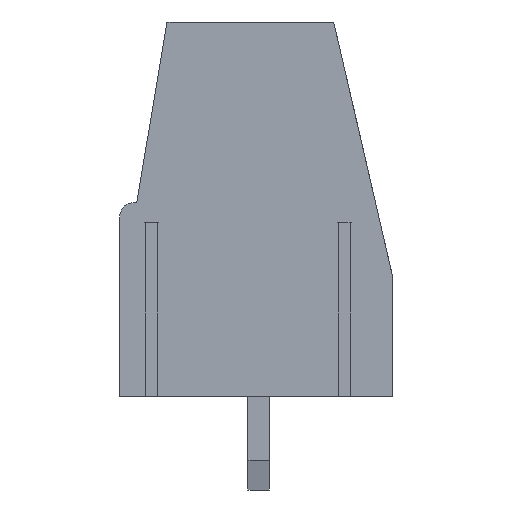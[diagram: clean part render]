
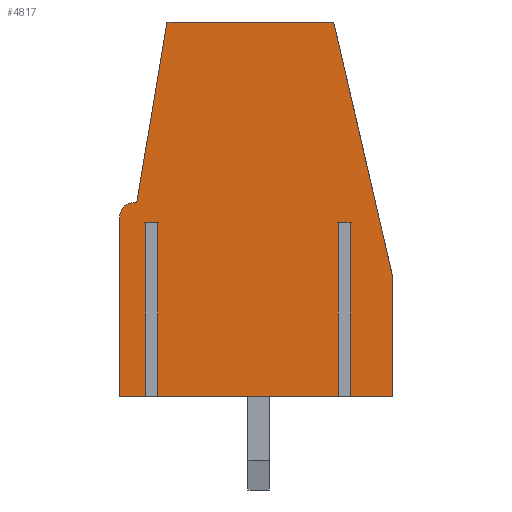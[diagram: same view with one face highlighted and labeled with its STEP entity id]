
A CAD part, left-side view. The second image highlights one B-rep face of the part: STEP entity #4817.
In plain terms, the highlighted planar face has unit normal (-1, 0, 0).
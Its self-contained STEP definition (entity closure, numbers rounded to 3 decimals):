
#274 = VECTOR ( 'NONE', #41010, 1000. ) ;
#1064 = ORIENTED_EDGE ( 'NONE', *, *, #29956, .F. ) ;
#1197 = EDGE_CURVE ( 'NONE', #20701, #30487, #41293, .T. ) ;
#1285 = CARTESIAN_POINT ( 'NONE',  ( -12.7, -2.98, 7.666 ) ) ;
#1422 = DIRECTION ( 'NONE',  ( 0., -0.225, -0.974 ) ) ;
#2238 = ORIENTED_EDGE ( 'NONE', *, *, #48787, .T. ) ;
#2325 = CARTESIAN_POINT ( 'NONE',  ( -12.7, 5.2, 6.7 ) ) ;
#3525 = DIRECTION ( 'NONE',  ( 0., 1., 0. ) ) ;
#3668 = CARTESIAN_POINT ( 'NONE',  ( -12.7, -2.98, 6.5 ) ) ;
#3912 = CARTESIAN_POINT ( 'NONE',  ( -12.7, -2.98, 6.5 ) ) ;
#4020 = EDGE_CURVE ( 'NONE', #22042, #16988, #25150, .T. ) ;
#4293 = ORIENTED_EDGE ( 'NONE', *, *, #45981, .T. ) ;
#4310 = ORIENTED_EDGE ( 'NONE', *, *, #28131, .T. ) ;
#4632 = EDGE_CURVE ( 'NONE', #26722, #30920, #21275, .T. ) ;
#4705 = FACE_OUTER_BOUND ( 'NONE', #16004, .T. ) ;
#4817 = ADVANCED_FACE ( 'NONE', ( #4705 ), #8145, .T. ) ;
#5167 = CARTESIAN_POINT ( 'NONE',  ( -12.7, -2.807, 14. ) ) ;
#5339 = VECTOR ( 'NONE', #1422, 1000. ) ;
#5458 = VECTOR ( 'NONE', #28566, 1000. ) ;
#5570 = VECTOR ( 'NONE', #31306, 1000. ) ;
#5947 = LINE ( 'NONE', #29115, #6934 ) ;
#6679 = CARTESIAN_POINT ( 'NONE',  ( -12.7, -2.807, 14. ) ) ;
#6934 = VECTOR ( 'NONE', #44234, 1000. ) ;
#7212 = VECTOR ( 'NONE', #17512, 1000. ) ;
#7214 = CARTESIAN_POINT ( 'NONE',  ( -12.7, 5.2, 0. ) ) ;
#7487 = CARTESIAN_POINT ( 'NONE',  ( -12.7, 4.22, 0. ) ) ;
#8145 = PLANE ( 'NONE',  #10407 ) ;
#8392 = LINE ( 'NONE', #42939, #5570 ) ;
#8529 = CARTESIAN_POINT ( 'NONE',  ( -12.7, 4.65, 6.7 ) ) ;
#9537 = VECTOR ( 'NONE', #33730, 1000. ) ;
#9903 = CARTESIAN_POINT ( 'NONE',  ( -12.7, 5.2, 0. ) ) ;
#10002 = CARTESIAN_POINT ( 'NONE',  ( -12.7, 5.2, 0. ) ) ;
#10361 = CIRCLE ( 'NONE', #35795, 0.55 ) ;
#10407 = AXIS2_PLACEMENT_3D ( 'NONE', #22878, #27076, #46178 ) ;
#10414 = CARTESIAN_POINT ( 'NONE',  ( -12.7, 5.2, 6.7 ) ) ;
#10438 = VERTEX_POINT ( 'NONE', #5167 ) ;
#10600 = DIRECTION ( 'NONE',  ( 0., 0., 1. ) ) ;
#10986 = ORIENTED_EDGE ( 'NONE', *, *, #1197, .F. ) ;
#11197 = EDGE_CURVE ( 'NONE', #17573, #10438, #36798, .T. ) ;
#11882 = EDGE_CURVE ( 'NONE', #19414, #23210, #5947, .T. ) ;
#13076 = CARTESIAN_POINT ( 'NONE',  ( -12.7, -3.42, 6.5 ) ) ;
#13089 = ORIENTED_EDGE ( 'NONE', *, *, #47857, .F. ) ;
#13623 = CIRCLE ( 'NONE', #25605, 0.55 ) ;
#15713 = ORIENTED_EDGE ( 'NONE', *, *, #11882, .F. ) ;
#15722 = VERTEX_POINT ( 'NONE', #34020 ) ;
#16004 = EDGE_LOOP ( 'NONE', ( #15713, #46665, #45135, #32230, #29431, #13089, #48291, #27745, #37181, #31809, #2238, #10986, #33410, #4310, #4293, #1064 ) ) ;
#16722 = VERTEX_POINT ( 'NONE', #34460 ) ;
#16988 = VERTEX_POINT ( 'NONE', #2325 ) ;
#17512 = DIRECTION ( 'NONE',  ( 0., 0., -1. ) ) ;
#17573 = VERTEX_POINT ( 'NONE', #31570 ) ;
#17950 = DIRECTION ( 'NONE',  ( 0., -0.165, 0.986 ) ) ;
#18197 = LINE ( 'NONE', #25234, #42390 ) ;
#18251 = CARTESIAN_POINT ( 'NONE',  ( -12.7, 4.22, 6.5 ) ) ;
#18543 = CARTESIAN_POINT ( 'NONE',  ( -12.7, 4.22, 6.5 ) ) ;
#18903 = VERTEX_POINT ( 'NONE', #13076 ) ;
#19050 = EDGE_CURVE ( 'NONE', #26722, #40163, #37453, .T. ) ;
#19414 = VERTEX_POINT ( 'NONE', #23151 ) ;
#20701 = VERTEX_POINT ( 'NONE', #34938 ) ;
#20879 = DIRECTION ( 'NONE',  ( 0., -1., 0. ) ) ;
#20896 = LINE ( 'NONE', #1285, #35196 ) ;
#21275 = LINE ( 'NONE', #36436, #7212 ) ;
#21299 = CARTESIAN_POINT ( 'NONE',  ( -12.7, 4.559, 7.242 ) ) ;
#21551 = VERTEX_POINT ( 'NONE', #3668 ) ;
#21981 = CARTESIAN_POINT ( 'NONE',  ( -12.7, -5., 0. ) ) ;
#22042 = VERTEX_POINT ( 'NONE', #10002 ) ;
#22278 = VECTOR ( 'NONE', #46180, 1000. ) ;
#22829 = LINE ( 'NONE', #3912, #37119 ) ;
#22878 = CARTESIAN_POINT ( 'NONE',  ( -12.7, 4.65, 6.7 ) ) ;
#23151 = CARTESIAN_POINT ( 'NONE',  ( -12.7, -5., 4.502 ) ) ;
#23210 = VERTEX_POINT ( 'NONE', #21981 ) ;
#23610 = CARTESIAN_POINT ( 'NONE',  ( -12.7, 5.2, 0. ) ) ;
#24759 = EDGE_CURVE ( 'NONE', #10438, #19414, #44324, .T. ) ;
#25130 = VECTOR ( 'NONE', #20879, 1000. ) ;
#25150 = LINE ( 'NONE', #10414, #274 ) ;
#25234 = CARTESIAN_POINT ( 'NONE',  ( -12.7, 3.428, 14. ) ) ;
#25605 = AXIS2_PLACEMENT_3D ( 'NONE', #29530, #26313, #10600 ) ;
#25740 = CARTESIAN_POINT ( 'NONE',  ( -12.7, -3.8, 9.7 ) ) ;
#26313 = DIRECTION ( 'NONE',  ( 1., 0., 0. ) ) ;
#26722 = VERTEX_POINT ( 'NONE', #18251 ) ;
#27076 = DIRECTION ( 'NONE',  ( -1., 0., 0. ) ) ;
#27745 = ORIENTED_EDGE ( 'NONE', *, *, #45929, .F. ) ;
#28131 = EDGE_CURVE ( 'NONE', #21551, #18903, #22829, .T. ) ;
#28566 = DIRECTION ( 'NONE',  ( 0., 1., 0. ) ) ;
#29115 = CARTESIAN_POINT ( 'NONE',  ( -12.7, -5., 0. ) ) ;
#29431 = ORIENTED_EDGE ( 'NONE', *, *, #46457, .F. ) ;
#29530 = CARTESIAN_POINT ( 'NONE',  ( -12.7, 4.65, 6.7 ) ) ;
#29956 = EDGE_CURVE ( 'NONE', #23210, #15722, #36028, .T. ) ;
#30487 = VERTEX_POINT ( 'NONE', #35673 ) ;
#30920 = VERTEX_POINT ( 'NONE', #7487 ) ;
#31306 = DIRECTION ( 'NONE',  ( 0., 0., -1. ) ) ;
#31570 = CARTESIAN_POINT ( 'NONE',  ( -12.7, 3.428, 14. ) ) ;
#31668 = DIRECTION ( 'NONE',  ( 1., 0., 0. ) ) ;
#31809 = ORIENTED_EDGE ( 'NONE', *, *, #19050, .T. ) ;
#32230 = ORIENTED_EDGE ( 'NONE', *, *, #34294, .F. ) ;
#32666 = DIRECTION ( 'NONE',  ( 0., 0., -1. ) ) ;
#32800 = CARTESIAN_POINT ( 'NONE',  ( -12.7, 3.78, 6.5 ) ) ;
#33410 = ORIENTED_EDGE ( 'NONE', *, *, #48531, .F. ) ;
#33730 = DIRECTION ( 'NONE',  ( 0., -1., 0. ) ) ;
#34020 = CARTESIAN_POINT ( 'NONE',  ( -12.7, -3.42, 0. ) ) ;
#34228 = DIRECTION ( 'NONE',  ( 0., -1., 0. ) ) ;
#34294 = EDGE_CURVE ( 'NONE', #44303, #17573, #18197, .T. ) ;
#34460 = CARTESIAN_POINT ( 'NONE',  ( -12.7, 4.65, 7.25 ) ) ;
#34769 = LINE ( 'NONE', #23610, #22278 ) ;
#34938 = CARTESIAN_POINT ( 'NONE',  ( -12.7, -2.98, 0. ) ) ;
#35196 = VECTOR ( 'NONE', #39772, 1000. ) ;
#35673 = CARTESIAN_POINT ( 'NONE',  ( -12.7, 3.78, 0. ) ) ;
#35795 = AXIS2_PLACEMENT_3D ( 'NONE', #8529, #31668, #38616 ) ;
#36028 = LINE ( 'NONE', #9903, #5458 ) ;
#36436 = CARTESIAN_POINT ( 'NONE',  ( -12.7, 4.22, 7.666 ) ) ;
#36656 = CARTESIAN_POINT ( 'NONE',  ( -12.7, 3.78, 7.666 ) ) ;
#36798 = LINE ( 'NONE', #6679, #25130 ) ;
#37119 = VECTOR ( 'NONE', #34228, 1000. ) ;
#37181 = ORIENTED_EDGE ( 'NONE', *, *, #4632, .F. ) ;
#37453 = LINE ( 'NONE', #18543, #9537 ) ;
#38616 = DIRECTION ( 'NONE',  ( 0., 0., 1. ) ) ;
#39772 = DIRECTION ( 'NONE',  ( 0., 0., -1. ) ) ;
#39880 = LINE ( 'NONE', #36656, #44759 ) ;
#40163 = VERTEX_POINT ( 'NONE', #32800 ) ;
#41010 = DIRECTION ( 'NONE',  ( 0., 0., 1. ) ) ;
#41293 = LINE ( 'NONE', #7214, #43228 ) ;
#42390 = VECTOR ( 'NONE', #17950, 1000. ) ;
#42939 = CARTESIAN_POINT ( 'NONE',  ( -12.7, -3.42, 7.666 ) ) ;
#43228 = VECTOR ( 'NONE', #3525, 1000. ) ;
#44234 = DIRECTION ( 'NONE',  ( 0., 0., -1. ) ) ;
#44303 = VERTEX_POINT ( 'NONE', #21299 ) ;
#44324 = LINE ( 'NONE', #25740, #5339 ) ;
#44759 = VECTOR ( 'NONE', #32666, 1000. ) ;
#45135 = ORIENTED_EDGE ( 'NONE', *, *, #11197, .F. ) ;
#45929 = EDGE_CURVE ( 'NONE', #30920, #22042, #34769, .T. ) ;
#45981 = EDGE_CURVE ( 'NONE', #18903, #15722, #8392, .T. ) ;
#46178 = DIRECTION ( 'NONE',  ( 0., 0., 1. ) ) ;
#46180 = DIRECTION ( 'NONE',  ( 0., 1., 0. ) ) ;
#46457 = EDGE_CURVE ( 'NONE', #16722, #44303, #10361, .T. ) ;
#46665 = ORIENTED_EDGE ( 'NONE', *, *, #24759, .F. ) ;
#47857 = EDGE_CURVE ( 'NONE', #16988, #16722, #13623, .T. ) ;
#48291 = ORIENTED_EDGE ( 'NONE', *, *, #4020, .F. ) ;
#48531 = EDGE_CURVE ( 'NONE', #21551, #20701, #20896, .T. ) ;
#48787 = EDGE_CURVE ( 'NONE', #40163, #30487, #39880, .T. ) ;
